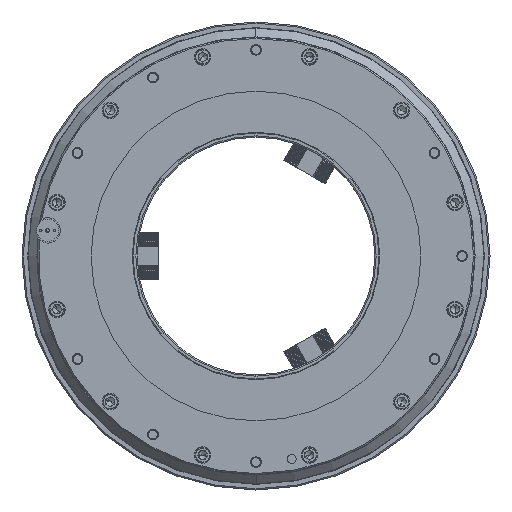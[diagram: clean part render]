
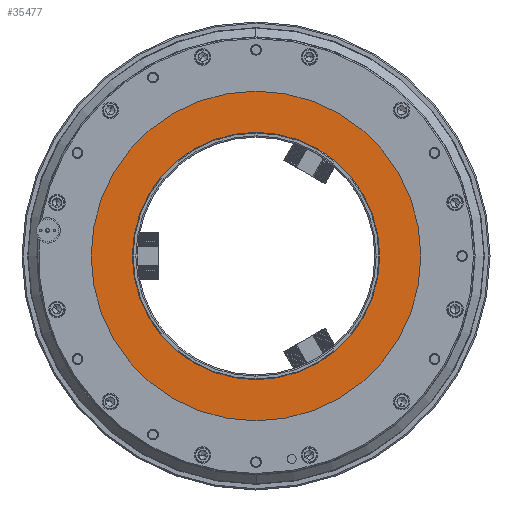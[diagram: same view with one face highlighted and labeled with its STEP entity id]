
A CAD part, left-side view. The second image highlights one B-rep face of the part: STEP entity #35477.
In plain terms, the highlighted planar face has unit normal (-1, 0, 0).
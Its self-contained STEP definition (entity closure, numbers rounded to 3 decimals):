
#427 = AXIS2_PLACEMENT_3D ( 'NONE', #13334, #38718, #19824 ) ;
#1882 = DIRECTION ( 'NONE',  ( -1., 0., 0. ) ) ;
#4486 = FACE_BOUND ( 'NONE', #11407, .T. ) ;
#4834 = CARTESIAN_POINT ( 'NONE',  ( 8., 0., 0. ) ) ;
#7288 = AXIS2_PLACEMENT_3D ( 'NONE', #20759, #1882, #23958 ) ;
#7995 = DIRECTION ( 'NONE',  ( 0., 0., 1. ) ) ;
#10302 = CARTESIAN_POINT ( 'NONE',  ( 8., 0., 0. ) ) ;
#11407 = EDGE_LOOP ( 'NONE', ( #37587, #30841 ) ) ;
#11546 = CIRCLE ( 'NONE', #39610, 260. ) ;
#12581 = EDGE_CURVE ( 'NONE', #36179, #17847, #30465, .T. ) ;
#12877 = DIRECTION ( 'NONE',  ( -1., 0., 0. ) ) ;
#13334 = CARTESIAN_POINT ( 'NONE',  ( 8., -260., 0. ) ) ;
#13431 = DIRECTION ( 'NONE',  ( 0., 0., 1. ) ) ;
#13984 = ORIENTED_EDGE ( 'NONE', *, *, #15516, .T. ) ;
#14518 = EDGE_CURVE ( 'NONE', #40044, #32354, #11546, .T. ) ;
#14527 = AXIS2_PLACEMENT_3D ( 'NONE', #31772, #12877, #34955 ) ;
#15003 = CIRCLE ( 'NONE', #17350, 195. ) ;
#15516 = EDGE_CURVE ( 'NONE', #32354, #40044, #34636, .T. ) ;
#17350 = AXIS2_PLACEMENT_3D ( 'NONE', #10302, #32323, #13431 ) ;
#17847 = VERTEX_POINT ( 'NONE', #40536 ) ;
#19824 = DIRECTION ( 'NONE',  ( 0., 0., 1. ) ) ;
#19882 = CARTESIAN_POINT ( 'NONE',  ( 8., 0., 260. ) ) ;
#20759 = CARTESIAN_POINT ( 'NONE',  ( 8., 0., 0. ) ) ;
#20794 = EDGE_LOOP ( 'NONE', ( #13984, #38772 ) ) ;
#23958 = DIRECTION ( 'NONE',  ( 0., 0., 1. ) ) ;
#25175 = CARTESIAN_POINT ( 'NONE',  ( 8., 0., -195. ) ) ;
#26851 = DIRECTION ( 'NONE',  ( -1., 0., 0. ) ) ;
#27658 = FACE_OUTER_BOUND ( 'NONE', #20794, .T. ) ;
#30465 = CIRCLE ( 'NONE', #7288, 195. ) ;
#30841 = ORIENTED_EDGE ( 'NONE', *, *, #12581, .F. ) ;
#31772 = CARTESIAN_POINT ( 'NONE',  ( 8., 0., 0. ) ) ;
#32323 = DIRECTION ( 'NONE',  ( -1., 0., 0. ) ) ;
#32354 = VERTEX_POINT ( 'NONE', #19882 ) ;
#32361 = PLANE ( 'NONE',  #427 ) ;
#34187 = CARTESIAN_POINT ( 'NONE',  ( 8., 0., -260. ) ) ;
#34636 = CIRCLE ( 'NONE', #14527, 260. ) ;
#34955 = DIRECTION ( 'NONE',  ( 0., 0., 1. ) ) ;
#35477 = ADVANCED_FACE ( 'NONE', ( #27658, #4486 ), #32361, .T. ) ;
#36179 = VERTEX_POINT ( 'NONE', #25175 ) ;
#37409 = EDGE_CURVE ( 'NONE', #17847, #36179, #15003, .T. ) ;
#37587 = ORIENTED_EDGE ( 'NONE', *, *, #37409, .F. ) ;
#38718 = DIRECTION ( 'NONE',  ( -1., 0., 0. ) ) ;
#38772 = ORIENTED_EDGE ( 'NONE', *, *, #14518, .T. ) ;
#39610 = AXIS2_PLACEMENT_3D ( 'NONE', #4834, #26851, #7995 ) ;
#40044 = VERTEX_POINT ( 'NONE', #34187 ) ;
#40536 = CARTESIAN_POINT ( 'NONE',  ( 8., 0., 195. ) ) ;
